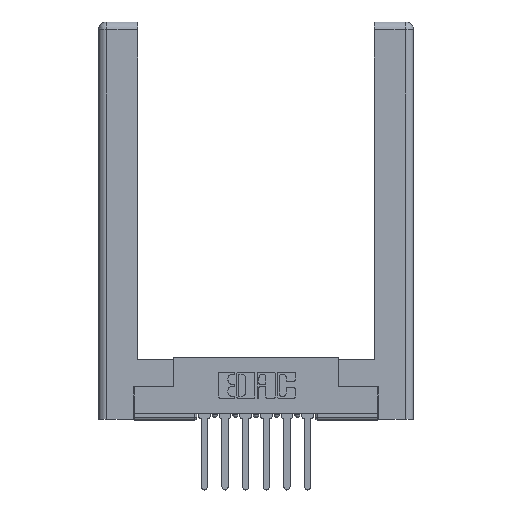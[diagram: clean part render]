
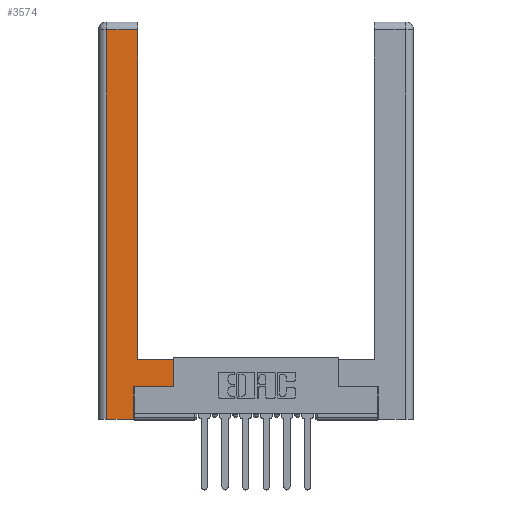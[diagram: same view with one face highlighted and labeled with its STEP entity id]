
A CAD part, top view. The second image highlights one B-rep face of the part: STEP entity #3574.
In plain terms, the highlighted planar face has unit normal (0, 0, 1).
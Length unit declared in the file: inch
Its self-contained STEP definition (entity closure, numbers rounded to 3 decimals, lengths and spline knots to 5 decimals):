
#139 = VERTEX_POINT ( 'NONE', #402 ) ;
#245 = EDGE_CURVE ( 'NONE', #2674, #6308, #9298, .T. ) ;
#318 = LINE ( 'NONE', #3238, #5565 ) ;
#402 = CARTESIAN_POINT ( 'NONE',  ( 0.0615, 0., 0. ) ) ;
#431 = ORIENTED_EDGE ( 'NONE', *, *, #10962, .T. ) ;
#475 = CARTESIAN_POINT ( 'NONE',  ( 0.295, 2.94, 0. ) ) ;
#714 = CARTESIAN_POINT ( 'NONE',  ( 0.295, 3., 0. ) ) ;
#967 = CARTESIAN_POINT ( 'NONE',  ( 0., 0., 0. ) ) ;
#1025 = PLANE ( 'NONE',  #12031 ) ;
#1801 = DIRECTION ( 'NONE',  ( -1., 0., 0. ) ) ;
#1822 = DIRECTION ( 'NONE',  ( 0., 1., 0. ) ) ;
#1862 = VERTEX_POINT ( 'NONE', #2373 ) ;
#2110 = CARTESIAN_POINT ( 'NONE',  ( 0.565, 0.45, 0. ) ) ;
#2133 = LINE ( 'NONE', #5902, #11376 ) ;
#2224 = EDGE_LOOP ( 'NONE', ( #8500, #5610, #4699, #7087, #431, #6767, #5444, #8448 ) ) ;
#2364 = EDGE_CURVE ( 'NONE', #7272, #139, #318, .T. ) ;
#2373 = CARTESIAN_POINT ( 'NONE',  ( 0.265, 0., 0. ) ) ;
#2674 = VERTEX_POINT ( 'NONE', #3920 ) ;
#2938 = VERTEX_POINT ( 'NONE', #6349 ) ;
#3238 = CARTESIAN_POINT ( 'NONE',  ( 0.0615, 0., 0. ) ) ;
#3443 = DIRECTION ( 'NONE',  ( 1., 0., 0. ) ) ;
#3574 = ADVANCED_FACE ( 'NONE', ( #10978 ), #1025, .F. ) ;
#3676 = CARTESIAN_POINT ( 'NONE',  ( 0.295, 0.45, 0. ) ) ;
#3920 = CARTESIAN_POINT ( 'NONE',  ( 0.295, 0.45, 0. ) ) ;
#4699 = ORIENTED_EDGE ( 'NONE', *, *, #2364, .T. ) ;
#5079 = LINE ( 'NONE', #2110, #5191 ) ;
#5191 = VECTOR ( 'NONE', #8778, 39.37008 ) ;
#5264 = VECTOR ( 'NONE', #1801, 39.37008 ) ;
#5444 = ORIENTED_EDGE ( 'NONE', *, *, #5849, .T. ) ;
#5565 = VECTOR ( 'NONE', #10635, 39.37008 ) ;
#5610 = ORIENTED_EDGE ( 'NONE', *, *, #12098, .T. ) ;
#5697 = CARTESIAN_POINT ( 'NONE',  ( 0.0615, 2.94, 0. ) ) ;
#5744 = VECTOR ( 'NONE', #9461, 39.37008 ) ;
#5849 = EDGE_CURVE ( 'NONE', #11551, #2938, #5079, .T. ) ;
#5902 = CARTESIAN_POINT ( 'NONE',  ( 0.265, 0., 0. ) ) ;
#6074 = VECTOR ( 'NONE', #1822, 39.37008 ) ;
#6267 = VECTOR ( 'NONE', #3443, 39.37008 ) ;
#6308 = VERTEX_POINT ( 'NONE', #475 ) ;
#6349 = CARTESIAN_POINT ( 'NONE',  ( 0.565, 0.45, 0. ) ) ;
#6692 = DIRECTION ( 'NONE',  ( -1., 0., 0. ) ) ;
#6767 = ORIENTED_EDGE ( 'NONE', *, *, #10743, .T. ) ;
#7087 = ORIENTED_EDGE ( 'NONE', *, *, #9772, .T. ) ;
#7272 = VERTEX_POINT ( 'NONE', #10706 ) ;
#7287 = LINE ( 'NONE', #5697, #5744 ) ;
#8184 = DIRECTION ( 'NONE',  ( 0., 1., 0. ) ) ;
#8185 = LINE ( 'NONE', #10222, #6267 ) ;
#8448 = ORIENTED_EDGE ( 'NONE', *, *, #10036, .T. ) ;
#8500 = ORIENTED_EDGE ( 'NONE', *, *, #245, .T. ) ;
#8548 = VECTOR ( 'NONE', #8184, 39.37008 ) ;
#8618 = CARTESIAN_POINT ( 'NONE',  ( 0.265, 0.245, 0. ) ) ;
#8778 = DIRECTION ( 'NONE',  ( 0., 1., 0. ) ) ;
#9298 = LINE ( 'NONE', #714, #8548 ) ;
#9461 = DIRECTION ( 'NONE',  ( -1., 0., 0. ) ) ;
#9468 = LINE ( 'NONE', #3676, #5264 ) ;
#9658 = DIRECTION ( 'NONE',  ( 1., 0., 0. ) ) ;
#9772 = EDGE_CURVE ( 'NONE', #139, #1862, #2133, .T. ) ;
#10036 = EDGE_CURVE ( 'NONE', #2938, #2674, #9468, .T. ) ;
#10160 = CARTESIAN_POINT ( 'NONE',  ( 0.265, 0.245, 0. ) ) ;
#10222 = CARTESIAN_POINT ( 'NONE',  ( 0.565, 0.245, 0. ) ) ;
#10278 = LINE ( 'NONE', #8618, #6074 ) ;
#10635 = DIRECTION ( 'NONE',  ( 0., -1., 0. ) ) ;
#10706 = CARTESIAN_POINT ( 'NONE',  ( 0.0615, 2.94, 0. ) ) ;
#10731 = VERTEX_POINT ( 'NONE', #10160 ) ;
#10743 = EDGE_CURVE ( 'NONE', #10731, #11551, #8185, .T. ) ;
#10962 = EDGE_CURVE ( 'NONE', #1862, #10731, #10278, .T. ) ;
#10978 = FACE_OUTER_BOUND ( 'NONE', #2224, .T. ) ;
#11339 = DIRECTION ( 'NONE',  ( 0., 0., -1. ) ) ;
#11376 = VECTOR ( 'NONE', #9658, 39.37008 ) ;
#11551 = VERTEX_POINT ( 'NONE', #11915 ) ;
#11915 = CARTESIAN_POINT ( 'NONE',  ( 0.565, 0.245, 0. ) ) ;
#12031 = AXIS2_PLACEMENT_3D ( 'NONE', #967, #11339, #6692 ) ;
#12098 = EDGE_CURVE ( 'NONE', #6308, #7272, #7287, .T. ) ;
